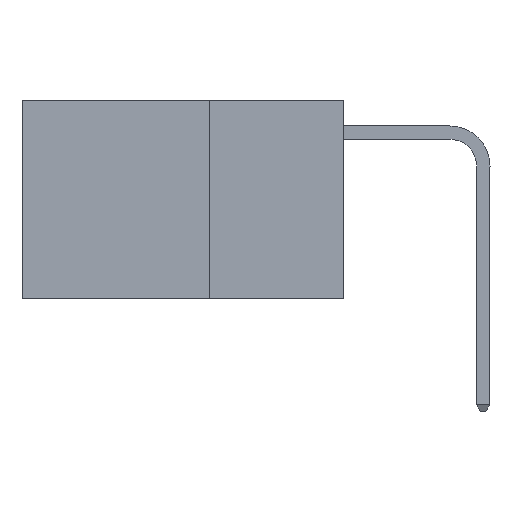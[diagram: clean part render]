
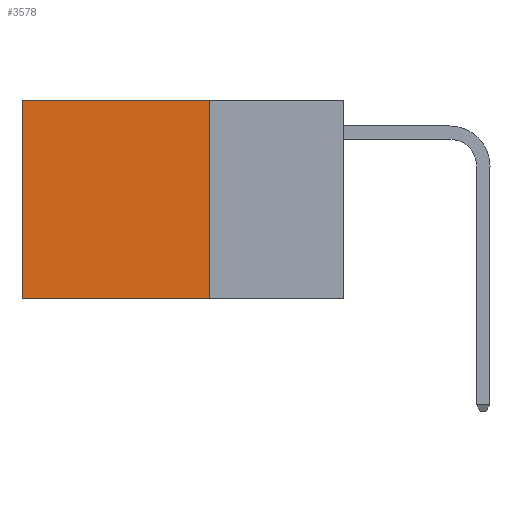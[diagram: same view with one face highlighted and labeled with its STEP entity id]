
A CAD part, left-side view. The second image highlights one B-rep face of the part: STEP entity #3578.
In plain terms, the highlighted planar face has unit normal (-1, 0, 0).
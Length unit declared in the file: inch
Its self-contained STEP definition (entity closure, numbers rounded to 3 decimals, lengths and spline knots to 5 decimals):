
#138 = FACE_OUTER_BOUND ( 'NONE', #724, .T. ) ;
#147 = CARTESIAN_POINT ( 'NONE',  ( 0.2625, 0.25, -0.37 ) ) ;
#523 = DIRECTION ( 'NONE',  ( 0., 0., -1. ) ) ;
#627 = CARTESIAN_POINT ( 'NONE',  ( 0.2625, 0.25, 0. ) ) ;
#724 = EDGE_LOOP ( 'NONE', ( #7411, #2026, #1430, #15957 ) ) ;
#1170 = VERTEX_POINT ( 'NONE', #7565 ) ;
#1430 = ORIENTED_EDGE ( 'NONE', *, *, #4942, .F. ) ;
#2026 = ORIENTED_EDGE ( 'NONE', *, *, #13505, .F. ) ;
#2535 = LINE ( 'NONE', #627, #12308 ) ;
#2777 = LINE ( 'NONE', #14769, #5716 ) ;
#3578 = ADVANCED_FACE ( 'NONE', ( #138 ), #15527, .F. ) ;
#4316 = CARTESIAN_POINT ( 'NONE',  ( 0.2625, 0.25, -0.37 ) ) ;
#4745 = VERTEX_POINT ( 'NONE', #4316 ) ;
#4910 = CARTESIAN_POINT ( 'NONE',  ( 0.2625, 0.25, 0. ) ) ;
#4917 = LINE ( 'NONE', #147, #11318 ) ;
#4942 = EDGE_CURVE ( 'NONE', #11377, #4745, #2535, .T. ) ;
#5243 = AXIS2_PLACEMENT_3D ( 'NONE', #14507, #14432, #14347 ) ;
#5716 = VECTOR ( 'NONE', #16068, 39.37008 ) ;
#7411 = ORIENTED_EDGE ( 'NONE', *, *, #11896, .T. ) ;
#7565 = CARTESIAN_POINT ( 'NONE',  ( 0.2625, 0.6, -0.37 ) ) ;
#8744 = DIRECTION ( 'NONE',  ( 0., 1., 0. ) ) ;
#9231 = CARTESIAN_POINT ( 'NONE',  ( 0.2625, 0.6, 0. ) ) ;
#10292 = VECTOR ( 'NONE', #8744, 39.37008 ) ;
#10383 = DIRECTION ( 'NONE',  ( 0., 1., 0. ) ) ;
#11318 = VECTOR ( 'NONE', #10383, 39.37008 ) ;
#11377 = VERTEX_POINT ( 'NONE', #4910 ) ;
#11896 = EDGE_CURVE ( 'NONE', #13590, #1170, #2777, .T. ) ;
#12308 = VECTOR ( 'NONE', #523, 39.37008 ) ;
#13505 = EDGE_CURVE ( 'NONE', #4745, #1170, #4917, .T. ) ;
#13590 = VERTEX_POINT ( 'NONE', #9231 ) ;
#14043 = LINE ( 'NONE', #15061, #10292 ) ;
#14221 = EDGE_CURVE ( 'NONE', #11377, #13590, #14043, .T. ) ;
#14347 = DIRECTION ( 'NONE',  ( 0., 0., -1. ) ) ;
#14432 = DIRECTION ( 'NONE',  ( 1., 0., 0. ) ) ;
#14507 = CARTESIAN_POINT ( 'NONE',  ( 0.2625, 0.25, 0. ) ) ;
#14769 = CARTESIAN_POINT ( 'NONE',  ( 0.2625, 0.6, 0. ) ) ;
#15061 = CARTESIAN_POINT ( 'NONE',  ( 0.2625, 0.25, 0. ) ) ;
#15527 = PLANE ( 'NONE',  #5243 ) ;
#15957 = ORIENTED_EDGE ( 'NONE', *, *, #14221, .T. ) ;
#16068 = DIRECTION ( 'NONE',  ( 0., 0., -1. ) ) ;
